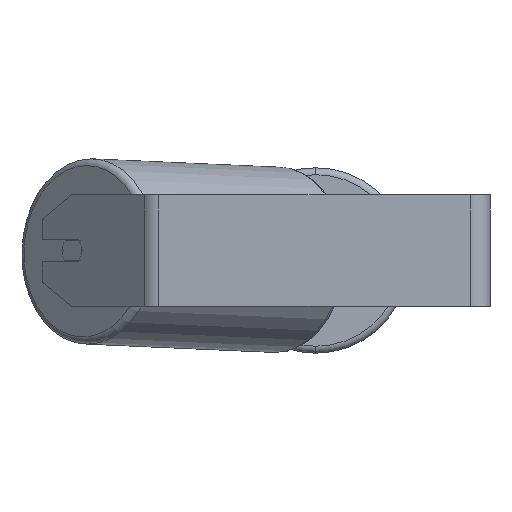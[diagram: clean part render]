
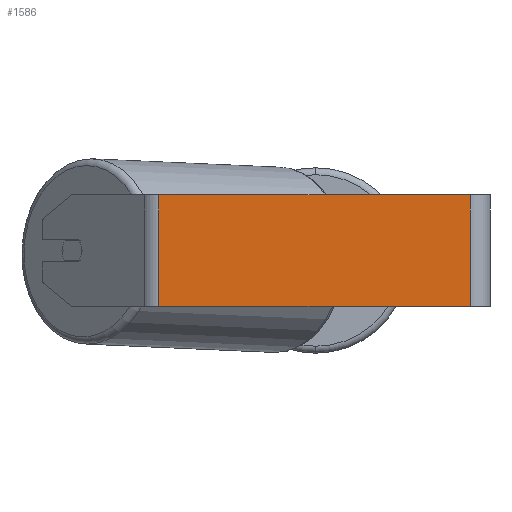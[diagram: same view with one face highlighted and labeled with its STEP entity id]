
A CAD part, left-side view. The second image highlights one B-rep face of the part: STEP entity #1586.
In plain terms, the highlighted planar face has unit normal (-1, 0, 0).
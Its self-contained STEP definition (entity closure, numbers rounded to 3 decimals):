
#4 = VERTEX_POINT ( 'NONE', #6840 ) ;
#107 = PLANE ( 'NONE',  #7058 ) ;
#677 = CARTESIAN_POINT ( 'NONE',  ( -360., 237.713, 40. ) ) ;
#809 = VERTEX_POINT ( 'NONE', #6562 ) ;
#986 = EDGE_LOOP ( 'NONE', ( #1970, #4583, #4004, #5236 ) ) ;
#1095 = LINE ( 'NONE', #8088, #1531 ) ;
#1103 = DIRECTION ( 'NONE',  ( 0., -1., 0. ) ) ;
#1174 = EDGE_CURVE ( 'NONE', #3915, #5157, #2165, .T. ) ;
#1189 = DIRECTION ( 'NONE',  ( 0., 0., -1. ) ) ;
#1531 = VECTOR ( 'NONE', #7570, 1000. ) ;
#1586 = ADVANCED_FACE ( 'NONE', ( #4580 ), #107, .F. ) ;
#1970 = ORIENTED_EDGE ( 'NONE', *, *, #1174, .T. ) ;
#2165 = LINE ( 'NONE', #6676, #6097 ) ;
#3194 = LINE ( 'NONE', #677, #4906 ) ;
#3267 = EDGE_CURVE ( 'NONE', #4, #3915, #3194, .T. ) ;
#3915 = VERTEX_POINT ( 'NONE', #4138 ) ;
#4004 = ORIENTED_EDGE ( 'NONE', *, *, #5170, .F. ) ;
#4138 = CARTESIAN_POINT ( 'NONE',  ( -360., 237.713, -40. ) ) ;
#4580 = FACE_OUTER_BOUND ( 'NONE', #986, .T. ) ;
#4583 = ORIENTED_EDGE ( 'NONE', *, *, #5571, .F. ) ;
#4663 = DIRECTION ( 'NONE',  ( 0., 0., -1. ) ) ;
#4680 = VECTOR ( 'NONE', #1103, 1000. ) ;
#4906 = VECTOR ( 'NONE', #1189, 1000. ) ;
#4940 = CARTESIAN_POINT ( 'NONE',  ( -360., 243.512, 40. ) ) ;
#5157 = VERTEX_POINT ( 'NONE', #5531 ) ;
#5170 = EDGE_CURVE ( 'NONE', #4, #809, #6336, .T. ) ;
#5236 = ORIENTED_EDGE ( 'NONE', *, *, #3267, .T. ) ;
#5382 = CARTESIAN_POINT ( 'NONE',  ( -360., 243.512, 40. ) ) ;
#5433 = DIRECTION ( 'NONE',  ( 0., -1., 0. ) ) ;
#5531 = CARTESIAN_POINT ( 'NONE',  ( -360., 14., -40. ) ) ;
#5571 = EDGE_CURVE ( 'NONE', #809, #5157, #1095, .T. ) ;
#6097 = VECTOR ( 'NONE', #5433, 1000. ) ;
#6336 = LINE ( 'NONE', #4940, #4680 ) ;
#6562 = CARTESIAN_POINT ( 'NONE',  ( -360., 14., 40. ) ) ;
#6676 = CARTESIAN_POINT ( 'NONE',  ( -360., 243.512, -40. ) ) ;
#6840 = CARTESIAN_POINT ( 'NONE',  ( -360., 237.713, 40. ) ) ;
#7058 = AXIS2_PLACEMENT_3D ( 'NONE', #5382, #7906, #4663 ) ;
#7570 = DIRECTION ( 'NONE',  ( 0., 0., -1. ) ) ;
#7906 = DIRECTION ( 'NONE',  ( 1., 0., 0. ) ) ;
#8088 = CARTESIAN_POINT ( 'NONE',  ( -360., 14., 40. ) ) ;
